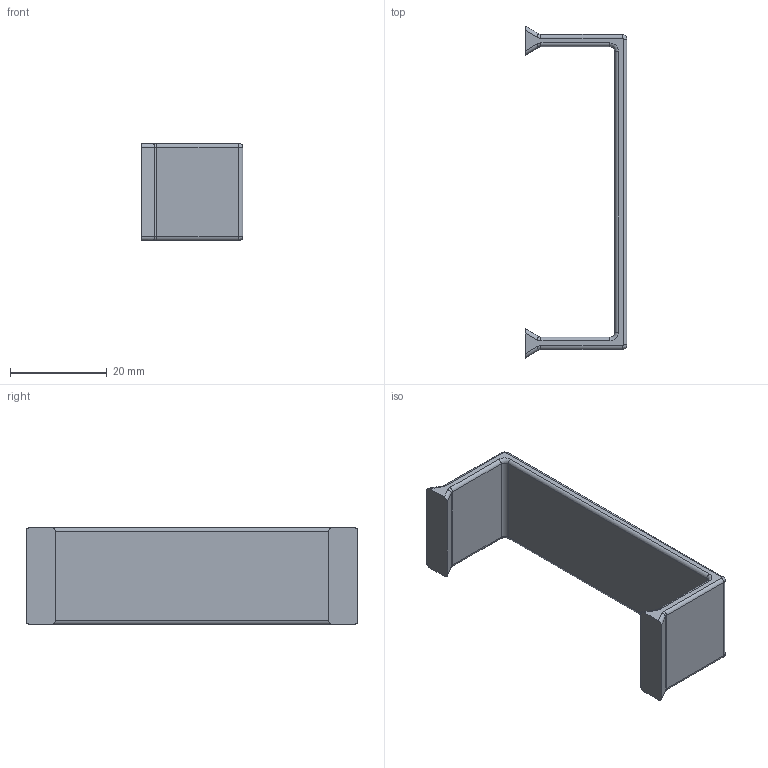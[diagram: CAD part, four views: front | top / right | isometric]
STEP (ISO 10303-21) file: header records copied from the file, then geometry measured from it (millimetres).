
FILE_DESCRIPTION(/* description */ (''),/* implementation_level */ '2;1');
FILE_NAME(/* name */ 'Enclosure strap loop.step',/* time_stamp */ '2020-10-05T16:17:55-04:00',/* author */ (''),/* organization */ (''),/* preprocessor_version */ 'ST-DEVELOPER v18.1',/* originating_system */ 'Autodesk Translation Framework v9.3.0.1241',/* authorisation */ '');
FILE_SCHEMA (('AUTOMOTIVE_DESIGN { 1 0 10303 214 3 1 1 }'));
Length unit declared in the file: millimetre
Products named in the file (2): Enclosure strap loop; molded strap loop
Assembly tree (1 placements, depth 2):
  Enclosure strap loop
    molded strap loop
Bounding box: 21 x 68.5 x 20 mm (x, y, z)
Volume: 5261.2 mm3; surface area: 4721 mm2
Topology: 1 solids, 1 shells, 58 faces, 136 edges, 80 vertices
Faces by surface type: cylinder 28, plane 14, torus 12, bspline 4
Entity records: 1725 total; most frequent: DIRECTION 322, CARTESIAN_POINT 309, ORIENTED_EDGE 272, EDGE_CURVE 136, AXIS2_PLACEMENT_3D 129, VERTEX_POINT 80, CIRCLE 64, LINE 64
